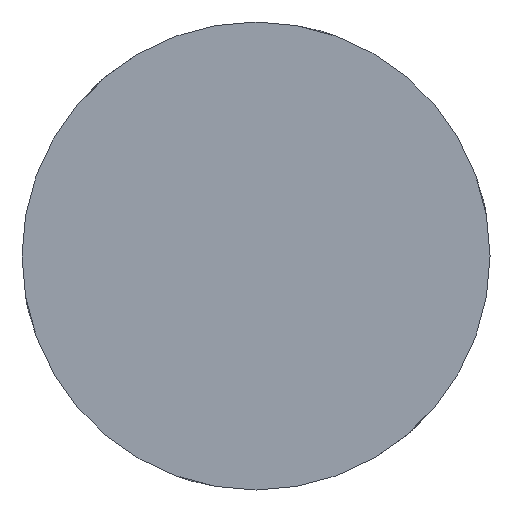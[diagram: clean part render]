
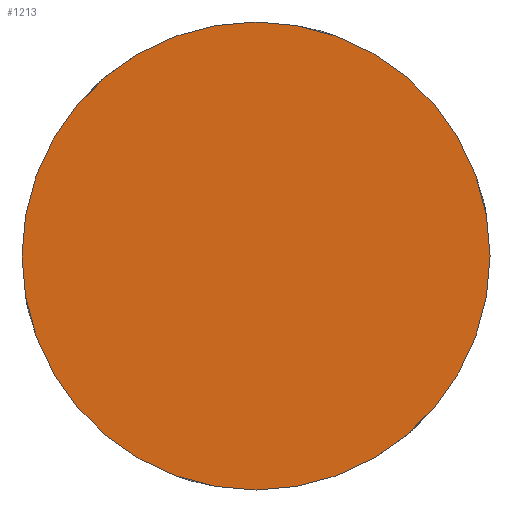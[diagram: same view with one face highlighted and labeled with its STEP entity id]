
A CAD part, front view. The second image highlights one B-rep face of the part: STEP entity #1213.
In plain terms, the highlighted planar face has unit normal (0, -1, 0).
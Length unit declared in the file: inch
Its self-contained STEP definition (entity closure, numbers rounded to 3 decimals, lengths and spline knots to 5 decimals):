
#3 = VERTEX_POINT ( 'NONE', #539 ) ;
#189 = EDGE_CURVE ( 'NONE', #529, #3, #921, .T. ) ;
#242 = EDGE_LOOP ( 'NONE', ( #1060, #646 ) ) ;
#366 = DIRECTION ( 'NONE',  ( 0., 0., -1. ) ) ;
#483 = DIRECTION ( 'NONE',  ( 0., -1., 0. ) ) ;
#486 = PLANE ( 'NONE',  #950 ) ;
#492 = CARTESIAN_POINT ( 'NONE',  ( 0., -0.5, 0. ) ) ;
#529 = VERTEX_POINT ( 'NONE', #1186 ) ;
#539 = CARTESIAN_POINT ( 'NONE',  ( 0., -0.5, -2.98 ) ) ;
#572 = CARTESIAN_POINT ( 'NONE',  ( 0., -0.5, 0. ) ) ;
#589 = DIRECTION ( 'NONE',  ( 0., -1., 0. ) ) ;
#646 = ORIENTED_EDGE ( 'NONE', *, *, #189, .T. ) ;
#696 = DIRECTION ( 'NONE',  ( 0., 0., -1. ) ) ;
#771 = AXIS2_PLACEMENT_3D ( 'NONE', #492, #483, #696 ) ;
#788 = DIRECTION ( 'NONE',  ( 0., -1., 0. ) ) ;
#858 = FACE_OUTER_BOUND ( 'NONE', #242, .T. ) ;
#921 = CIRCLE ( 'NONE', #771, 2.98 ) ;
#950 = AXIS2_PLACEMENT_3D ( 'NONE', #1013, #788, #366 ) ;
#1013 = CARTESIAN_POINT ( 'NONE',  ( 0., -0.5, 0. ) ) ;
#1060 = ORIENTED_EDGE ( 'NONE', *, *, #1229, .T. ) ;
#1101 = AXIS2_PLACEMENT_3D ( 'NONE', #572, #589, #1320 ) ;
#1142 = CIRCLE ( 'NONE', #1101, 2.98 ) ;
#1186 = CARTESIAN_POINT ( 'NONE',  ( 0., -0.5, 2.98 ) ) ;
#1213 = ADVANCED_FACE ( 'NONE', ( #858 ), #486, .T. ) ;
#1229 = EDGE_CURVE ( 'NONE', #3, #529, #1142, .T. ) ;
#1320 = DIRECTION ( 'NONE',  ( 0., 0., -1. ) ) ;
